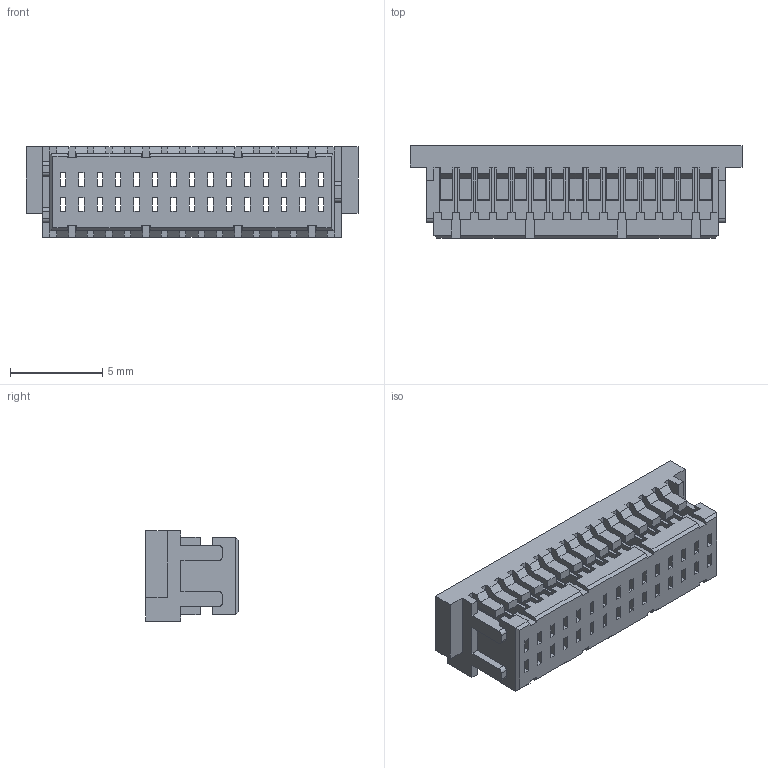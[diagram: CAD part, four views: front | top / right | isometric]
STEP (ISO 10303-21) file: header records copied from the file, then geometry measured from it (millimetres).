
FILE_DESCRIPTION((''),'2;1');
FILE_NAME('FHG10002-D50M2W5B','2025-01-22T',('工程三'),(''),'PRO/ENGINEER BY PARAMETRIC TECHNOLOGY CORPORATION, 2010280','PRO/ENGINEER BY PARAMETRIC TECHNOLOGY CORPORATION, 2010280','');
FILE_SCHEMA(('CONFIG_CONTROL_DESIGN'));
Length unit declared in the file: millimetre
Products named in the file (1): FHG10002-D50M2W5B
Bounding box: 18 x 5 x 4.9 mm (x, y, z)
Volume: 162.5 mm3; surface area: 1049.7 mm2
Topology: 1 solids, 1 shells, 988 faces, 2922 edges, 1906 vertices
Faces by surface type: plane 982, cylinder 6
Entity records: 32408 total; most frequent: ORIENTED_EDGE 5844, CARTESIAN_POINT 5816, DIRECTION 4910, EDGE_CURVE 2922, VECTOR 2910, LINE 2910, VERTEX_POINT 1906, EDGE_LOOP 1078
